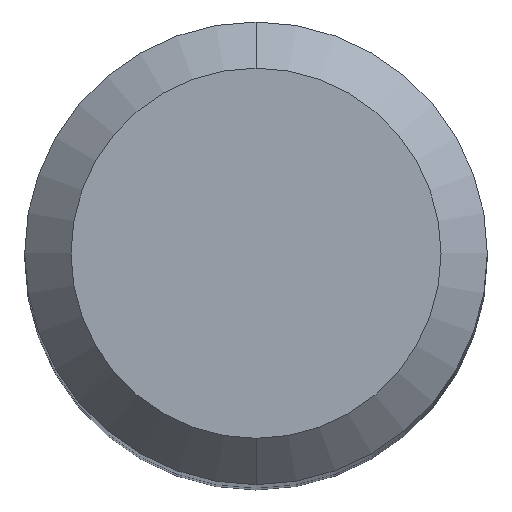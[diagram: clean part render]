
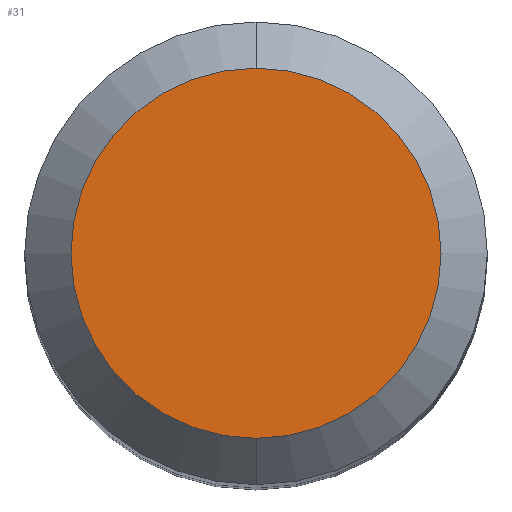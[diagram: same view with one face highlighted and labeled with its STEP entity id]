
A CAD part, top view. The second image highlights one B-rep face of the part: STEP entity #31.
In plain terms, the highlighted planar face has unit normal (0, 0, 1).
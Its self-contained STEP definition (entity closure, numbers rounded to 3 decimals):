
#15 = DIRECTION ( 'NONE',  ( 0., 1., 0. ) ) ;
#31 = ADVANCED_FACE ( 'NONE', ( #83 ), #132, .F. ) ;
#34 = CARTESIAN_POINT ( 'NONE',  ( 0., -4.8, 80. ) ) ;
#41 = ORIENTED_EDGE ( 'NONE', *, *, #310, .F. ) ;
#44 = VERTEX_POINT ( 'NONE', #86 ) ;
#83 = FACE_OUTER_BOUND ( 'NONE', #129, .T. ) ;
#86 = CARTESIAN_POINT ( 'NONE',  ( 0., 4.8, 80. ) ) ;
#87 = ORIENTED_EDGE ( 'NONE', *, *, #164, .F. ) ;
#94 = AXIS2_PLACEMENT_3D ( 'NONE', #128, #239, #163 ) ;
#98 = CIRCLE ( 'NONE', #94, 4.8 ) ;
#119 = CARTESIAN_POINT ( 'NONE',  ( 0., 0., 80. ) ) ;
#125 = CIRCLE ( 'NONE', #306, 4.8 ) ;
#128 = CARTESIAN_POINT ( 'NONE',  ( 0., 0., 80. ) ) ;
#129 = EDGE_LOOP ( 'NONE', ( #41, #87 ) ) ;
#132 = PLANE ( 'NONE',  #305 ) ;
#163 = DIRECTION ( 'NONE',  ( 0., 1., 0. ) ) ;
#164 = EDGE_CURVE ( 'NONE', #219, #44, #98, .T. ) ;
#171 = CARTESIAN_POINT ( 'NONE',  ( 0., 0., 80. ) ) ;
#202 = DIRECTION ( 'NONE',  ( 0., 0., -1. ) ) ;
#219 = VERTEX_POINT ( 'NONE', #34 ) ;
#227 = DIRECTION ( 'NONE',  ( 0., 1., 0. ) ) ;
#239 = DIRECTION ( 'NONE',  ( 0., 0., -1. ) ) ;
#299 = DIRECTION ( 'NONE',  ( 0., 0., -1. ) ) ;
#305 = AXIS2_PLACEMENT_3D ( 'NONE', #171, #299, #15 ) ;
#306 = AXIS2_PLACEMENT_3D ( 'NONE', #119, #202, #227 ) ;
#310 = EDGE_CURVE ( 'NONE', #44, #219, #125, .T. ) ;
